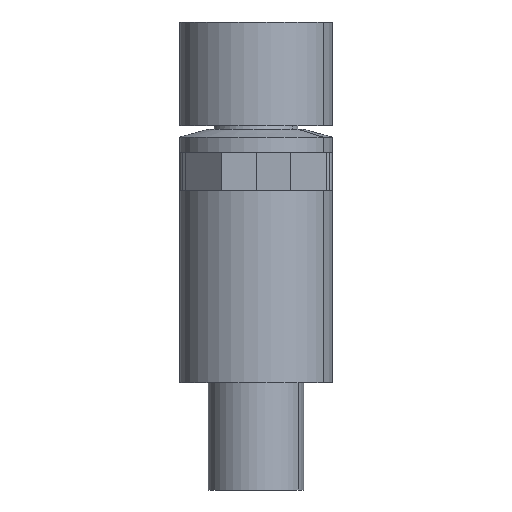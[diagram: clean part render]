
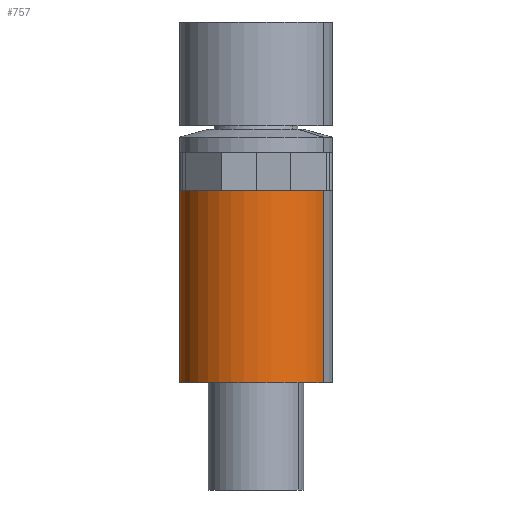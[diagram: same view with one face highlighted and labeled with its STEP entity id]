
A CAD part, left-side view. The second image highlights one B-rep face of the part: STEP entity #757.
In plain terms, the highlighted cylindrical face has radius 2 mm (diameter 4 mm), a partial arc.
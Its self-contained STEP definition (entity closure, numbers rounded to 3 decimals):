
#704=AXIS2_PLACEMENT_3D('Cylinder Axis2P3D',#701,#702,#703) ;
#743=AXIS2_PLACEMENT_3D('Circle Axis2P3D',#741,#742,$) ;
#748=AXIS2_PLACEMENT_3D('Circle Axis2P3D',#746,#747,$) ;
#701=CARTESIAN_POINT('Axis2P3D Location',(2.,2.,4.75)) ;
#710=CARTESIAN_POINT('Vertex',(2.959,3.755,2.8)) ;
#712=CARTESIAN_POINT('Vertex',(1.041,0.245,2.8)) ;
#715=CARTESIAN_POINT('Line Origine',(2.959,3.755,5.997)) ;
#719=CARTESIAN_POINT('Vertex',(2.959,3.755,7.807)) ;
#726=CARTESIAN_POINT('Vertex',(1.041,0.245,7.807)) ;
#729=CARTESIAN_POINT('Line Origine',(1.041,0.245,5.997)) ;
#741=CARTESIAN_POINT('Axis2P3D Location',(2.,2.,2.8)) ;
#746=CARTESIAN_POINT('Axis2P3D Location',(2.,2.,7.807)) ;
#702=DIRECTION('Axis2P3D Direction',(0.,0.,-1.)) ;
#703=DIRECTION('Axis2P3D XDirection',(0.479,0.878,0.)) ;
#716=DIRECTION('Vector Direction',(0.,0.,-1.)) ;
#730=DIRECTION('Vector Direction',(0.,0.,-1.)) ;
#742=DIRECTION('Axis2P3D Direction',(0.,0.,-1.)) ;
#747=DIRECTION('Axis2P3D Direction',(0.,0.,-1.)) ;
#717=VECTOR('Line Direction',#716,1.) ;
#731=VECTOR('Line Direction',#730,1.) ;
#752=ORIENTED_EDGE('',*,*,#745,.F.) ;
#753=ORIENTED_EDGE('',*,*,#733,.T.) ;
#754=ORIENTED_EDGE('',*,*,#750,.T.) ;
#755=ORIENTED_EDGE('',*,*,#721,.F.) ;
#757=ADVANCED_FACE('K\X2\00F6\X0\rper.34',(#756),#705,.T.) ;
#744=CIRCLE('generated circle',#743,2.) ;
#749=CIRCLE('generated circle',#748,2.) ;
#705=CYLINDRICAL_SURFACE('generated cylinder',#704,2.) ;
#721=EDGE_CURVE('',#711,#720,#718,.F.) ;
#733=EDGE_CURVE('',#713,#727,#732,.F.) ;
#745=EDGE_CURVE('',#713,#711,#744,.T.) ;
#750=EDGE_CURVE('',#727,#720,#749,.T.) ;
#751=EDGE_LOOP('',(#752,#753,#754,#755)) ;
#756=FACE_OUTER_BOUND('',#751,.T.) ;
#718=LINE('Line',#715,#717) ;
#732=LINE('Line',#729,#731) ;
#711=VERTEX_POINT('',#710) ;
#713=VERTEX_POINT('',#712) ;
#720=VERTEX_POINT('',#719) ;
#727=VERTEX_POINT('',#726) ;
